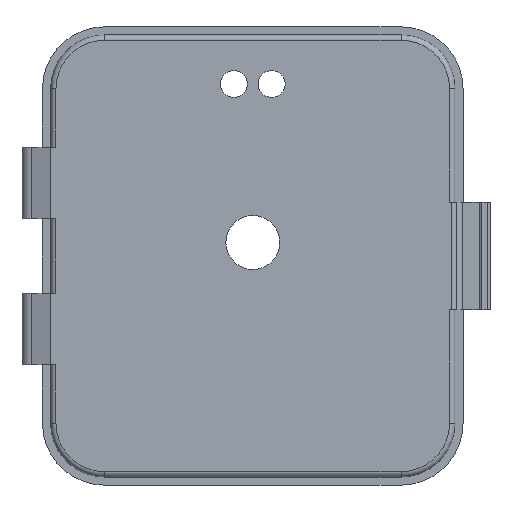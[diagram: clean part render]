
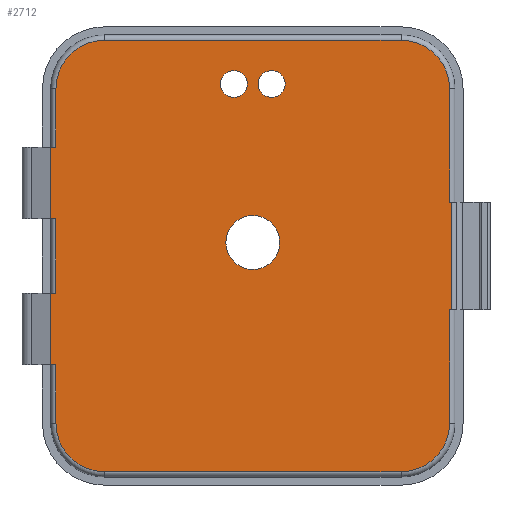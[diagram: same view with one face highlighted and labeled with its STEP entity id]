
A CAD part, top view. The second image highlights one B-rep face of the part: STEP entity #2712.
In plain terms, the highlighted planar face has unit normal (0, 0, 1).
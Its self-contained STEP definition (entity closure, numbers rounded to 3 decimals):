
#74=FACE_BOUND('',#460,.T.);
#75=FACE_BOUND('',#461,.T.);
#76=FACE_BOUND('',#462,.T.);
#111=CIRCLE('',#2813,9.);
#115=CIRCLE('',#2819,9.);
#123=CIRCLE('',#2835,9.);
#127=CIRCLE('',#2841,9.);
#155=CIRCLE('',#2933,5.);
#156=CIRCLE('',#2935,2.5);
#157=CIRCLE('',#2937,2.5);
#300=FACE_OUTER_BOUND('',#459,.T.);
#459=EDGE_LOOP('',(#2442,#2443,#2444,#2445,#2446,#2447,#2448,#2449,#2450,
#2451,#2452,#2453,#2454,#2455,#2456,#2457,#2458,#2459,#2460,#2461));
#460=EDGE_LOOP('',(#2462));
#461=EDGE_LOOP('',(#2463));
#462=EDGE_LOOP('',(#2464));
#640=LINE('',#4095,#943);
#645=LINE('',#4110,#948);
#648=LINE('',#4122,#951);
#657=LINE('',#4151,#960);
#658=LINE('',#4162,#961);
#660=LINE('',#4174,#963);
#672=LINE('',#4206,#975);
#673=LINE('',#4217,#976);
#675=LINE('',#4226,#978);
#687=LINE('',#4253,#990);
#690=LINE('',#4265,#993);
#693=LINE('',#4272,#996);
#703=LINE('',#4296,#1006);
#706=LINE('',#4308,#1009);
#709=LINE('',#4315,#1012);
#758=LINE('',#4440,#1061);
#943=VECTOR('',#3275,10.);
#948=VECTOR('',#3288,10.);
#951=VECTOR('',#3301,10.);
#960=VECTOR('',#3324,10.);
#961=VECTOR('',#3337,10.);
#963=VECTOR('',#3351,10.);
#975=VECTOR('',#3383,10.);
#976=VECTOR('',#3396,10.);
#978=VECTOR('',#3408,10.);
#990=VECTOR('',#3436,10.);
#993=VECTOR('',#3449,10.);
#996=VECTOR('',#3458,10.);
#1006=VECTOR('',#3482,10.);
#1009=VECTOR('',#3495,10.);
#1012=VECTOR('',#3504,10.);
#1061=VECTOR('',#3649,10.);
#1215=VERTEX_POINT('',#4091);
#1217=VERTEX_POINT('',#4094);
#1222=VERTEX_POINT('',#4107);
#1223=VERTEX_POINT('',#4109);
#1227=VERTEX_POINT('',#4121);
#1237=VERTEX_POINT('',#4144);
#1240=VERTEX_POINT('',#4149);
#1242=VERTEX_POINT('',#4154);
#1244=VERTEX_POINT('',#4160);
#1246=VERTEX_POINT('',#4166);
#1247=VERTEX_POINT('',#4171);
#1255=VERTEX_POINT('',#4199);
#1258=VERTEX_POINT('',#4204);
#1260=VERTEX_POINT('',#4209);
#1262=VERTEX_POINT('',#4215);
#1264=VERTEX_POINT('',#4221);
#1271=VERTEX_POINT('',#4252);
#1275=VERTEX_POINT('',#4264);
#1283=VERTEX_POINT('',#4295);
#1287=VERTEX_POINT('',#4307);
#1318=VERTEX_POINT('',#4458);
#1319=VERTEX_POINT('',#4462);
#1320=VERTEX_POINT('',#4466);
#1517=EDGE_CURVE('',#1215,#1217,#640,.T.);
#1524=EDGE_CURVE('',#1222,#1223,#645,.T.);
#1530=EDGE_CURVE('',#1223,#1227,#648,.T.);
#1545=EDGE_CURVE('',#1240,#1237,#657,.T.);
#1547=EDGE_CURVE('',#1242,#1240,#111,.T.);
#1550=EDGE_CURVE('',#1244,#1242,#658,.T.);
#1553=EDGE_CURVE('',#1246,#1244,#115,.T.);
#1556=EDGE_CURVE('',#1247,#1246,#660,.T.);
#1572=EDGE_CURVE('',#1258,#1255,#672,.T.);
#1574=EDGE_CURVE('',#1260,#1258,#123,.T.);
#1577=EDGE_CURVE('',#1262,#1260,#673,.T.);
#1580=EDGE_CURVE('',#1264,#1262,#127,.T.);
#1582=EDGE_CURVE('',#1227,#1264,#675,.T.);
#1596=EDGE_CURVE('',#1255,#1271,#687,.T.);
#1602=EDGE_CURVE('',#1275,#1271,#690,.T.);
#1606=EDGE_CURVE('',#1275,#1215,#693,.T.);
#1618=EDGE_CURVE('',#1217,#1283,#703,.T.);
#1624=EDGE_CURVE('',#1287,#1283,#706,.T.);
#1628=EDGE_CURVE('',#1287,#1247,#709,.T.);
#1690=EDGE_CURVE('',#1237,#1222,#758,.T.);
#1699=EDGE_CURVE('',#1318,#1318,#155,.T.);
#1701=EDGE_CURVE('',#1319,#1319,#156,.T.);
#1703=EDGE_CURVE('',#1320,#1320,#157,.T.);
#2442=ORIENTED_EDGE('',*,*,#1606,.F.);
#2443=ORIENTED_EDGE('',*,*,#1602,.T.);
#2444=ORIENTED_EDGE('',*,*,#1596,.F.);
#2445=ORIENTED_EDGE('',*,*,#1572,.F.);
#2446=ORIENTED_EDGE('',*,*,#1574,.F.);
#2447=ORIENTED_EDGE('',*,*,#1577,.F.);
#2448=ORIENTED_EDGE('',*,*,#1580,.F.);
#2449=ORIENTED_EDGE('',*,*,#1582,.F.);
#2450=ORIENTED_EDGE('',*,*,#1530,.F.);
#2451=ORIENTED_EDGE('',*,*,#1524,.F.);
#2452=ORIENTED_EDGE('',*,*,#1690,.F.);
#2453=ORIENTED_EDGE('',*,*,#1545,.F.);
#2454=ORIENTED_EDGE('',*,*,#1547,.F.);
#2455=ORIENTED_EDGE('',*,*,#1550,.F.);
#2456=ORIENTED_EDGE('',*,*,#1553,.F.);
#2457=ORIENTED_EDGE('',*,*,#1556,.F.);
#2458=ORIENTED_EDGE('',*,*,#1628,.F.);
#2459=ORIENTED_EDGE('',*,*,#1624,.T.);
#2460=ORIENTED_EDGE('',*,*,#1618,.F.);
#2461=ORIENTED_EDGE('',*,*,#1517,.F.);
#2462=ORIENTED_EDGE('',*,*,#1699,.T.);
#2463=ORIENTED_EDGE('',*,*,#1701,.T.);
#2464=ORIENTED_EDGE('',*,*,#1703,.T.);
#2568=PLANE('',#2938);
#2712=ADVANCED_FACE('',(#300,#74,#75,#76),#2568,.T.);
#2813=AXIS2_PLACEMENT_3D('',#4156,#3329,#3330);
#2819=AXIS2_PLACEMENT_3D('',#4168,#3343,#3344);
#2835=AXIS2_PLACEMENT_3D('',#4211,#3388,#3389);
#2841=AXIS2_PLACEMENT_3D('',#4223,#3402,#3403);
#2933=AXIS2_PLACEMENT_3D('',#4460,#3677,#3678);
#2935=AXIS2_PLACEMENT_3D('',#4464,#3682,#3683);
#2937=AXIS2_PLACEMENT_3D('',#4468,#3687,#3688);
#2938=AXIS2_PLACEMENT_3D('',#4469,#3689,#3690);
#3275=DIRECTION('',(0.,1.,0.));
#3288=DIRECTION('',(0.,-1.,0.));
#3301=DIRECTION('',(-1.,0.,0.));
#3324=DIRECTION('',(0.,-1.,0.));
#3329=DIRECTION('center_axis',(0.,0.,-1.));
#3330=DIRECTION('ref_axis',(0.707,0.707,0.));
#3337=DIRECTION('',(1.,0.,0.));
#3343=DIRECTION('center_axis',(0.,0.,-1.));
#3344=DIRECTION('ref_axis',(-0.707,0.707,0.));
#3351=DIRECTION('',(0.,1.,0.));
#3383=DIRECTION('',(0.,1.,0.));
#3388=DIRECTION('center_axis',(0.,0.,-1.));
#3389=DIRECTION('ref_axis',(-0.707,-0.707,0.));
#3396=DIRECTION('',(-1.,0.,0.));
#3402=DIRECTION('center_axis',(0.,0.,-1.));
#3403=DIRECTION('ref_axis',(0.707,-0.707,0.));
#3408=DIRECTION('',(0.,-1.,0.));
#3436=DIRECTION('',(-1.,0.,0.));
#3449=DIRECTION('',(0.,-1.,0.));
#3458=DIRECTION('',(1.,0.,0.));
#3482=DIRECTION('',(-1.,0.,0.));
#3495=DIRECTION('',(0.,-1.,0.));
#3504=DIRECTION('',(1.,0.,0.));
#3649=DIRECTION('',(1.,0.,0.));
#3677=DIRECTION('center_axis',(0.,0.,-1.));
#3678=DIRECTION('ref_axis',(1.,0.,0.));
#3682=DIRECTION('center_axis',(0.,0.,-1.));
#3683=DIRECTION('ref_axis',(1.,0.,0.));
#3687=DIRECTION('center_axis',(0.,0.,-1.));
#3688=DIRECTION('ref_axis',(1.,0.,0.));
#3689=DIRECTION('center_axis',(0.,0.,1.));
#3690=DIRECTION('ref_axis',(1.,0.,0.));
#4091=CARTESIAN_POINT('',(-36.5,-6.9,3.));
#4094=CARTESIAN_POINT('',(-36.5,6.9,3.));
#4095=CARTESIAN_POINT('',(-36.5,15.5,3.));
#4107=CARTESIAN_POINT('',(36.914,10.,3.));
#4109=CARTESIAN_POINT('',(36.914,-10.,3.));
#4110=CARTESIAN_POINT('',(36.914,31.,3.));
#4121=CARTESIAN_POINT('',(36.5,-10.,3.));
#4122=CARTESIAN_POINT('',(20.375,-10.,3.));
#4144=CARTESIAN_POINT('',(36.5,10.,3.));
#4149=CARTESIAN_POINT('',(36.5,31.,3.));
#4151=CARTESIAN_POINT('',(36.5,-15.5,3.));
#4154=CARTESIAN_POINT('',(27.5,40.,3.));
#4156=CARTESIAN_POINT('Origin',(27.5,31.,3.));
#4160=CARTESIAN_POINT('',(-27.5,40.,3.));
#4162=CARTESIAN_POINT('',(13.75,40.,3.));
#4166=CARTESIAN_POINT('',(-36.5,31.,3.));
#4168=CARTESIAN_POINT('Origin',(-27.5,31.,3.));
#4171=CARTESIAN_POINT('',(-36.5,20.2,3.));
#4174=CARTESIAN_POINT('',(-36.5,15.5,3.));
#4199=CARTESIAN_POINT('',(-36.5,-20.2,3.));
#4204=CARTESIAN_POINT('',(-36.5,-31.,3.));
#4206=CARTESIAN_POINT('',(-36.5,15.5,3.));
#4209=CARTESIAN_POINT('',(-27.5,-40.,3.));
#4211=CARTESIAN_POINT('Origin',(-27.5,-31.,3.));
#4215=CARTESIAN_POINT('',(27.5,-40.,3.));
#4217=CARTESIAN_POINT('',(-13.75,-40.,3.));
#4221=CARTESIAN_POINT('',(36.5,-31.,3.));
#4223=CARTESIAN_POINT('Origin',(27.5,-31.,3.));
#4226=CARTESIAN_POINT('',(36.5,-15.5,3.));
#4252=CARTESIAN_POINT('',(-37.5,-20.2,3.));
#4253=CARTESIAN_POINT('',(-20.075,-20.2,3.));
#4264=CARTESIAN_POINT('',(-37.5,-6.9,3.));
#4265=CARTESIAN_POINT('',(-37.5,-31.,3.));
#4272=CARTESIAN_POINT('',(-20.075,-6.9,3.));
#4295=CARTESIAN_POINT('',(-37.5,6.9,3.));
#4296=CARTESIAN_POINT('',(-20.075,6.9,3.));
#4307=CARTESIAN_POINT('',(-37.5,20.2,3.));
#4308=CARTESIAN_POINT('',(-37.5,-31.,3.));
#4315=CARTESIAN_POINT('',(-20.075,20.2,3.));
#4440=CARTESIAN_POINT('',(20.375,10.,3.));
#4458=CARTESIAN_POINT('',(-5.,2.5,3.));
#4460=CARTESIAN_POINT('Origin',(0.,2.5,3.));
#4462=CARTESIAN_POINT('',(-6.,31.9,3.));
#4464=CARTESIAN_POINT('Origin',(-3.5,31.9,3.));
#4466=CARTESIAN_POINT('',(1.,31.9,3.));
#4468=CARTESIAN_POINT('Origin',(3.5,31.9,3.));
#4469=CARTESIAN_POINT('Origin',(0.,0.,3.));
